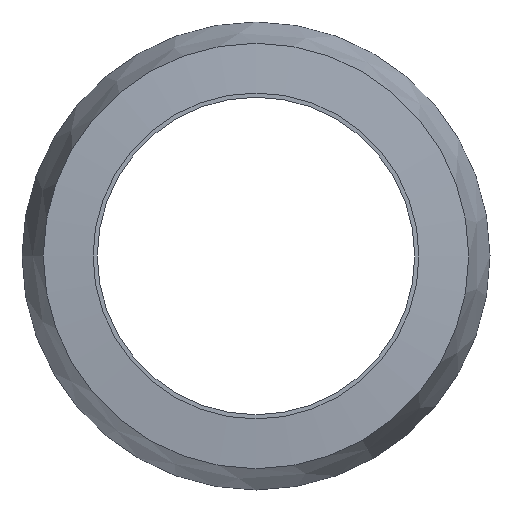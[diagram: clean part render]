
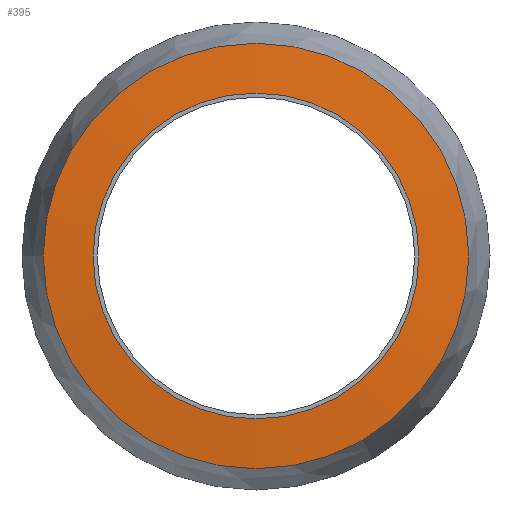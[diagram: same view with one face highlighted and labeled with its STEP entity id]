
A CAD part, left-side view. The second image highlights one B-rep face of the part: STEP entity #395.
In plain terms, the highlighted conical face has half-angle 85 degrees and reference radius 22.48 mm.
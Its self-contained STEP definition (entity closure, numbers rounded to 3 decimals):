
#361=CARTESIAN_POINT('',(-26.,19.5,0.0));
#362=VERTEX_POINT('',#361);
#363=CARTESIAN_POINT('',(-26.,0.0,0.0));
#364=DIRECTION('',(1.0,0.0,0.0));
#365=DIRECTION('',(0.0,1.0,0.0));
#366=AXIS2_PLACEMENT_3D('',#363,#364,#365);
#367=CIRCLE('',#366,19.5);
#368=EDGE_CURVE('',#362,#362,#367,.T.);
#376=CARTESIAN_POINT('',(-25.739,0.0,0.0));
#377=DIRECTION('',(1.0,0.0,0.0));
#378=DIRECTION('',(0.0,1.0,0.0));
#379=AXIS2_PLACEMENT_3D('',#376,#377,#378);
#380=CONICAL_SURFACE('',#379,22.48,85.);
#381=CARTESIAN_POINT('',(-25.479,25.46,0.0));
#382=VERTEX_POINT('',#381);
#383=CARTESIAN_POINT('',(-25.479,0.0,0.0));
#384=DIRECTION('',(1.0,0.0,0.0));
#385=DIRECTION('',(0.0,1.0,0.0));
#386=AXIS2_PLACEMENT_3D('',#383,#384,#385);
#387=CIRCLE('',#386,25.46);
#388=EDGE_CURVE('',#382,#382,#387,.T.);
#389=ORIENTED_EDGE('',*,*,#388,.F.);
#390=EDGE_LOOP('',(#389));
#391=FACE_OUTER_BOUND('',#390,.T.);
#392=ORIENTED_EDGE('',*,*,#368,.T.);
#393=EDGE_LOOP('',(#392));
#394=FACE_BOUND('',#393,.T.);
#395=ADVANCED_FACE('',(#391,#394),#380,.T.);
